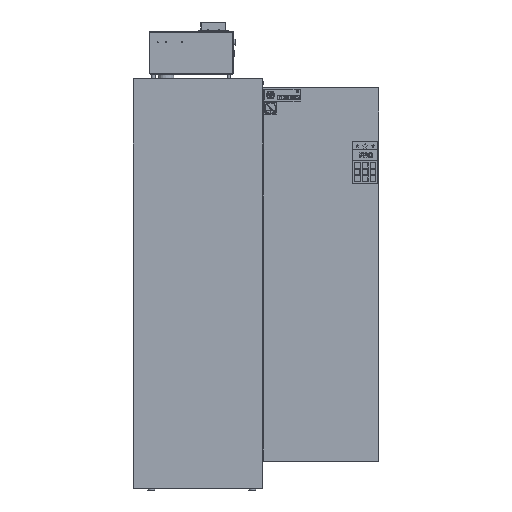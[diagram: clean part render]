
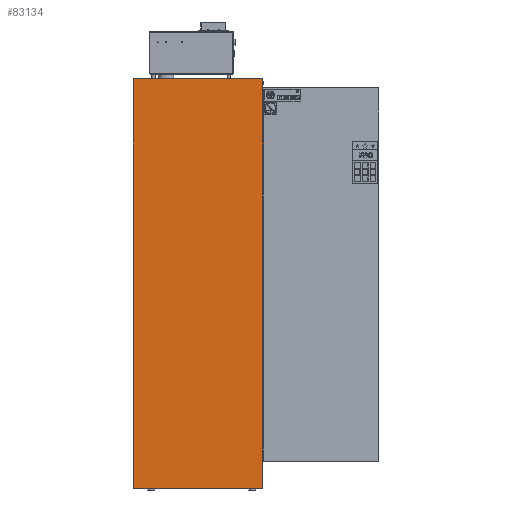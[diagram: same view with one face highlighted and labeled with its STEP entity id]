
A CAD part, left-side view. The second image highlights one B-rep face of the part: STEP entity #83134.
In plain terms, the highlighted planar face has unit normal (-1, 0, 0).
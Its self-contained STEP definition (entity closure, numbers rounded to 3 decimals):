
#5207=PLANE('',#89795);
#9428=FACE_OUTER_BOUND('',#14565,.T.);
#14565=EDGE_LOOP('',(#70772,#70773,#70774,#70775));
#20907=LINE('',#140208,#28366);
#21594=LINE('',#141794,#29053);
#21750=LINE('',#142151,#29209);
#21752=LINE('',#142154,#29211);
#28366=VECTOR('',#107721,10.);
#29053=VECTOR('',#109162,10.);
#29209=VECTOR('',#109520,10.);
#29211=VECTOR('',#109524,10.);
#38176=VERTEX_POINT('',#140201);
#38179=VERTEX_POINT('',#140206);
#38701=VERTEX_POINT('',#141793);
#38801=VERTEX_POINT('',#142150);
#48657=EDGE_CURVE('',#38179,#38176,#20907,.T.);
#49430=EDGE_CURVE('',#38176,#38701,#21594,.T.);
#49608=EDGE_CURVE('',#38701,#38801,#21750,.T.);
#49610=EDGE_CURVE('',#38801,#38179,#21752,.T.);
#70772=ORIENTED_EDGE('',*,*,#49430,.F.);
#70773=ORIENTED_EDGE('',*,*,#48657,.F.);
#70774=ORIENTED_EDGE('',*,*,#49610,.F.);
#70775=ORIENTED_EDGE('',*,*,#49608,.F.);
#83134=ADVANCED_FACE('',(#9428),#5207,.T.);
#89795=AXIS2_PLACEMENT_3D('',#142153,#109522,#109523);
#107721=DIRECTION('',(0.,-1.,0.));
#109162=DIRECTION('',(0.,0.,-1.));
#109520=DIRECTION('',(0.,1.,0.));
#109522=DIRECTION('center_axis',(-1.,0.,0.));
#109523=DIRECTION('ref_axis',(0.,-1.,0.));
#109524=DIRECTION('',(0.,0.,1.));
#140201=CARTESIAN_POINT('',(-596.88,-307.5,974.185));
#140206=CARTESIAN_POINT('',(-596.88,307.5,974.185));
#140208=CARTESIAN_POINT('',(-596.88,307.5,974.185));
#141793=CARTESIAN_POINT('',(-596.88,-307.5,-974.185));
#141794=CARTESIAN_POINT('',(-596.88,-307.5,0.));
#142150=CARTESIAN_POINT('',(-596.88,307.5,-974.185));
#142151=CARTESIAN_POINT('',(-596.88,307.5,-974.185));
#142153=CARTESIAN_POINT('Origin',(-596.88,307.5,0.));
#142154=CARTESIAN_POINT('',(-596.88,307.5,0.));
